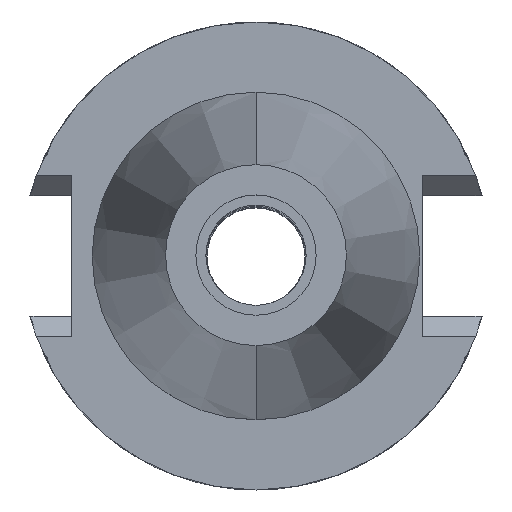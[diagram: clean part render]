
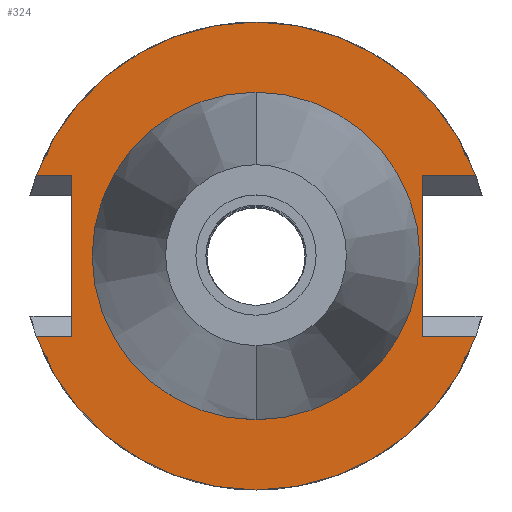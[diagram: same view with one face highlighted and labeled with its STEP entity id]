
A CAD part, top view. The second image highlights one B-rep face of the part: STEP entity #324.
In plain terms, the highlighted planar face has unit normal (0, 0, 1).
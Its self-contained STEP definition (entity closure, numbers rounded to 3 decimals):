
#5 = EDGE_CURVE ( 'NONE', #2752, #429, #1261, .T. ) ;
#49 = ORIENTED_EDGE ( 'NONE', *, *, #3121, .F. ) ;
#51 = ORIENTED_EDGE ( 'NONE', *, *, #1639, .T. ) ;
#102 = ORIENTED_EDGE ( 'NONE', *, *, #417, .T. ) ;
#139 = CIRCLE ( 'NONE', #2007, 22.225 ) ;
#149 = DIRECTION ( 'NONE',  ( -1., 0., 0. ) ) ;
#156 = DIRECTION ( 'NONE',  ( 0., 1., 0. ) ) ;
#157 = VERTEX_POINT ( 'NONE', #2447 ) ;
#162 = DIRECTION ( 'NONE',  ( 1., 0., 0. ) ) ;
#194 = LINE ( 'NONE', #391, #1314 ) ;
#215 = EDGE_CURVE ( 'NONE', #157, #3074, #2696, .T. ) ;
#223 = VERTEX_POINT ( 'NONE', #422 ) ;
#324 = ADVANCED_FACE ( 'NONE', ( #936, #3174 ), #3205, .F. ) ;
#386 = CIRCLE ( 'NONE', #2735, 22.225 ) ;
#391 = CARTESIAN_POINT ( 'NONE',  ( 22.57, 10.89, -1. ) ) ;
#417 = EDGE_CURVE ( 'NONE', #1063, #157, #500, .T. ) ;
#422 = CARTESIAN_POINT ( 'NONE',  ( 22.57, 10.89, -1. ) ) ;
#429 = VERTEX_POINT ( 'NONE', #1979 ) ;
#500 = LINE ( 'NONE', #1287, #2834 ) ;
#516 = AXIS2_PLACEMENT_3D ( 'NONE', #2598, #2067, #2372 ) ;
#557 = LINE ( 'NONE', #1482, #2616 ) ;
#666 = CARTESIAN_POINT ( 'NONE',  ( -29.824, 10.89, -1. ) ) ;
#680 = CARTESIAN_POINT ( 'NONE',  ( -24.98, 10.89, -1. ) ) ;
#699 = CARTESIAN_POINT ( 'NONE',  ( 0., 0., -1. ) ) ;
#722 = AXIS2_PLACEMENT_3D ( 'NONE', #699, #1225, #1739 ) ;
#906 = CARTESIAN_POINT ( 'NONE',  ( 0., 0., -1. ) ) ;
#936 = FACE_OUTER_BOUND ( 'NONE', #1810, .T. ) ;
#953 = DIRECTION ( 'NONE',  ( 0., -1., 0. ) ) ;
#969 = DIRECTION ( 'NONE',  ( 0., -1., 0. ) ) ;
#984 = VECTOR ( 'NONE', #162, 1000. ) ;
#1018 = ORIENTED_EDGE ( 'NONE', *, *, #5, .F. ) ;
#1063 = VERTEX_POINT ( 'NONE', #680 ) ;
#1089 = EDGE_CURVE ( 'NONE', #3164, #1742, #386, .T. ) ;
#1105 = VERTEX_POINT ( 'NONE', #2221 ) ;
#1108 = CARTESIAN_POINT ( 'NONE',  ( 29.824, -10.89, -1. ) ) ;
#1119 = EDGE_CURVE ( 'NONE', #2690, #3074, #1464, .T. ) ;
#1157 = ORIENTED_EDGE ( 'NONE', *, *, #1264, .F. ) ;
#1207 = VECTOR ( 'NONE', #149, 1000. ) ;
#1225 = DIRECTION ( 'NONE',  ( 0., 0., -1. ) ) ;
#1261 = CIRCLE ( 'NONE', #516, 31.75 ) ;
#1264 = EDGE_CURVE ( 'NONE', #1105, #2690, #557, .T. ) ;
#1287 = CARTESIAN_POINT ( 'NONE',  ( -24.98, 10.89, -1. ) ) ;
#1305 = ORIENTED_EDGE ( 'NONE', *, *, #1089, .F. ) ;
#1314 = VECTOR ( 'NONE', #953, 1000. ) ;
#1353 = VECTOR ( 'NONE', #1645, 1000. ) ;
#1419 = DIRECTION ( 'NONE',  ( 0., 0., -1. ) ) ;
#1440 = CARTESIAN_POINT ( 'NONE',  ( 0., 22.225, -1. ) ) ;
#1464 = CIRCLE ( 'NONE', #722, 31.75 ) ;
#1482 = CARTESIAN_POINT ( 'NONE',  ( 22.57, -10.89, -1. ) ) ;
#1505 = EDGE_CURVE ( 'NONE', #1063, #2752, #1584, .T. ) ;
#1584 = LINE ( 'NONE', #2657, #1353 ) ;
#1606 = ORIENTED_EDGE ( 'NONE', *, *, #215, .T. ) ;
#1639 = EDGE_CURVE ( 'NONE', #223, #429, #2695, .T. ) ;
#1645 = DIRECTION ( 'NONE',  ( -1., 0., 0. ) ) ;
#1685 = CARTESIAN_POINT ( 'NONE',  ( 0., 0., -1. ) ) ;
#1713 = CARTESIAN_POINT ( 'NONE',  ( 0., -22.225, -1. ) ) ;
#1739 = DIRECTION ( 'NONE',  ( 0., -1., 0. ) ) ;
#1742 = VERTEX_POINT ( 'NONE', #1440 ) ;
#1810 = EDGE_LOOP ( 'NONE', ( #51, #1018, #2764, #102, #1606, #2781, #1157, #49 ) ) ;
#1967 = DIRECTION ( 'NONE',  ( 0., 0., 1. ) ) ;
#1979 = CARTESIAN_POINT ( 'NONE',  ( 29.824, 10.89, -1. ) ) ;
#2007 = AXIS2_PLACEMENT_3D ( 'NONE', #2473, #2439, #156 ) ;
#2067 = DIRECTION ( 'NONE',  ( 0., 0., -1. ) ) ;
#2091 = CARTESIAN_POINT ( 'NONE',  ( -29.824, -10.89, -1. ) ) ;
#2160 = CARTESIAN_POINT ( 'NONE',  ( 22.57, 10.89, -1. ) ) ;
#2221 = CARTESIAN_POINT ( 'NONE',  ( 22.57, -10.89, -1. ) ) ;
#2243 = ORIENTED_EDGE ( 'NONE', *, *, #2840, .F. ) ;
#2312 = DIRECTION ( 'NONE',  ( 1., 0., 0. ) ) ;
#2372 = DIRECTION ( 'NONE',  ( 0., 1., 0. ) ) ;
#2439 = DIRECTION ( 'NONE',  ( 0., 0., 1. ) ) ;
#2447 = CARTESIAN_POINT ( 'NONE',  ( -24.98, -10.89, -1. ) ) ;
#2467 = DIRECTION ( 'NONE',  ( 0., -1., 0. ) ) ;
#2473 = CARTESIAN_POINT ( 'NONE',  ( 0., 0., -1. ) ) ;
#2598 = CARTESIAN_POINT ( 'NONE',  ( 0., 0., -1. ) ) ;
#2616 = VECTOR ( 'NONE', #2312, 1000. ) ;
#2657 = CARTESIAN_POINT ( 'NONE',  ( -24.98, 10.89, -1. ) ) ;
#2677 = DIRECTION ( 'NONE',  ( 0., -1., 0. ) ) ;
#2690 = VERTEX_POINT ( 'NONE', #1108 ) ;
#2695 = LINE ( 'NONE', #2160, #984 ) ;
#2696 = LINE ( 'NONE', #3223, #1207 ) ;
#2735 = AXIS2_PLACEMENT_3D ( 'NONE', #1685, #1967, #2467 ) ;
#2752 = VERTEX_POINT ( 'NONE', #666 ) ;
#2764 = ORIENTED_EDGE ( 'NONE', *, *, #1505, .F. ) ;
#2765 = EDGE_LOOP ( 'NONE', ( #2243, #1305 ) ) ;
#2781 = ORIENTED_EDGE ( 'NONE', *, *, #1119, .F. ) ;
#2834 = VECTOR ( 'NONE', #969, 1000. ) ;
#2840 = EDGE_CURVE ( 'NONE', #1742, #3164, #139, .T. ) ;
#2999 = AXIS2_PLACEMENT_3D ( 'NONE', #906, #1419, #2677 ) ;
#3074 = VERTEX_POINT ( 'NONE', #2091 ) ;
#3121 = EDGE_CURVE ( 'NONE', #223, #1105, #194, .T. ) ;
#3164 = VERTEX_POINT ( 'NONE', #1713 ) ;
#3174 = FACE_BOUND ( 'NONE', #2765, .T. ) ;
#3205 = PLANE ( 'NONE',  #2999 ) ;
#3223 = CARTESIAN_POINT ( 'NONE',  ( -24.98, -10.89, -1. ) ) ;
